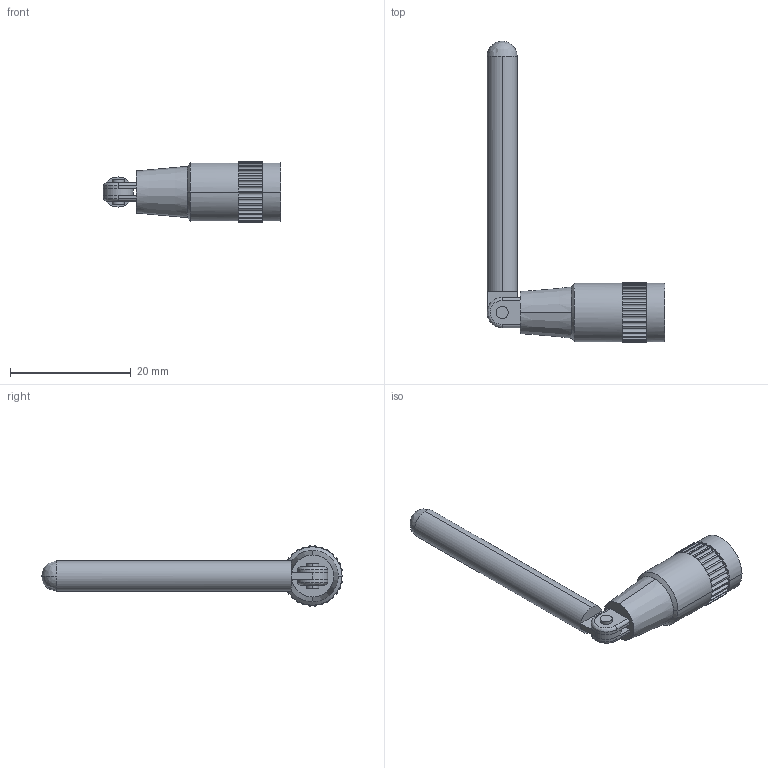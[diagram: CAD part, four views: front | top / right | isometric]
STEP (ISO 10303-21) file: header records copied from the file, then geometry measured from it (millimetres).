
FILE_DESCRIPTION (( 'STEP AP214' ), '1' );
FILE_NAME ('TG.09.0113_Web.STEP', '2022-03-21T16:51:32', ( '' ), ( '' ), 'SwSTEP 2.0', 'SolidWorks 2018', '' );
FILE_SCHEMA (( 'AUTOMOTIVE_DESIGN' ));
Length unit declared in the file: millimetre
Products named in the file (1): TG.09.0113_Web
Bounding box: 29.5 x 50 x 9.97 mm (x, y, z)
Surface area: 1846.3 mm2 (no closed solid volume)
Topology: 0 solids, 2 shells, 256 faces, 630 edges, 376 vertices
Faces by surface type: plane 140, cylinder 106, cone 6, bspline 4
Entity records: 10580 total; most frequent: DIRECTION 1609, CARTESIAN_POINT 1359, ORIENTED_EDGE 1224, AXIS2_PLACEMENT_3D 732, EDGE_CURVE 626, CIRCLE 479, VERTEX_POINT 376, EDGE_LOOP 266
